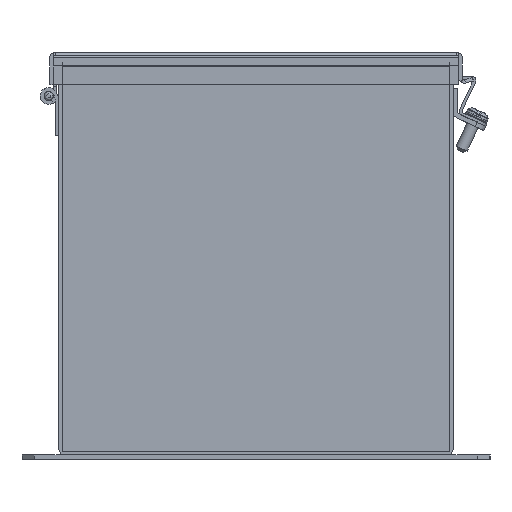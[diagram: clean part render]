
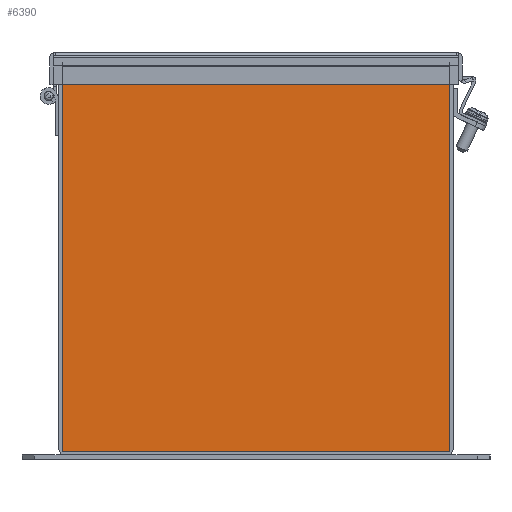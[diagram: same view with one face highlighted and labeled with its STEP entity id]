
A CAD part, left-side view. The second image highlights one B-rep face of the part: STEP entity #6390.
In plain terms, the highlighted planar face has unit normal (-1, 0, 0).
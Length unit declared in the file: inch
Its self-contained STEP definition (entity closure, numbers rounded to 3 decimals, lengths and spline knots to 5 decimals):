
#241 = CARTESIAN_POINT ( 'NONE',  ( -30., 3.928, 0.072 ) ) ;
#349 = FACE_OUTER_BOUND ( 'NONE', #5510, .T. ) ;
#364 = VERTEX_POINT ( 'NONE', #13728 ) ;
#447 = PLANE ( 'NONE',  #17547 ) ;
#607 = VECTOR ( 'NONE', #1012, 39.37008 ) ;
#1012 = DIRECTION ( 'NONE',  ( 0., 0., -1. ) ) ;
#1764 = VERTEX_POINT ( 'NONE', #3443 ) ;
#1785 = CARTESIAN_POINT ( 'NONE',  ( -30., 3.928, 0.072 ) ) ;
#3144 = CARTESIAN_POINT ( 'NONE',  ( -30., 3.928, 0.072 ) ) ;
#3176 = CARTESIAN_POINT ( 'NONE',  ( -30., 3.928, 7.892 ) ) ;
#3443 = CARTESIAN_POINT ( 'NONE',  ( -30., -3.928, 0.072 ) ) ;
#3542 = VECTOR ( 'NONE', #18898, 39.37008 ) ;
#3626 = DIRECTION ( 'NONE',  ( 0., 0., 1. ) ) ;
#4496 = LINE ( 'NONE', #3176, #7427 ) ;
#5510 = EDGE_LOOP ( 'NONE', ( #8396, #7803, #17100, #11580 ) ) ;
#6390 = ADVANCED_FACE ( 'NONE', ( #349 ), #447, .F. ) ;
#6660 = DIRECTION ( 'NONE',  ( 1., 0., 0. ) ) ;
#7427 = VECTOR ( 'NONE', #18373, 39.37008 ) ;
#7803 = ORIENTED_EDGE ( 'NONE', *, *, #12331, .F. ) ;
#8008 = CARTESIAN_POINT ( 'NONE',  ( -30., 3.928, 7.892 ) ) ;
#8396 = ORIENTED_EDGE ( 'NONE', *, *, #14874, .F. ) ;
#10393 = VECTOR ( 'NONE', #3626, 39.37008 ) ;
#10495 = VERTEX_POINT ( 'NONE', #8008 ) ;
#11580 = ORIENTED_EDGE ( 'NONE', *, *, #16475, .F. ) ;
#12331 = EDGE_CURVE ( 'NONE', #1764, #14433, #12675, .T. ) ;
#12675 = LINE ( 'NONE', #14303, #3542 ) ;
#12891 = DIRECTION ( 'NONE',  ( 0., 1., 0. ) ) ;
#12995 = EDGE_CURVE ( 'NONE', #364, #1764, #13360, .T. ) ;
#13360 = LINE ( 'NONE', #19672, #607 ) ;
#13728 = CARTESIAN_POINT ( 'NONE',  ( -30., -3.928, 7.892 ) ) ;
#14303 = CARTESIAN_POINT ( 'NONE',  ( -30., 3.928, 0.072 ) ) ;
#14433 = VERTEX_POINT ( 'NONE', #3144 ) ;
#14874 = EDGE_CURVE ( 'NONE', #14433, #10495, #16075, .T. ) ;
#16075 = LINE ( 'NONE', #241, #10393 ) ;
#16475 = EDGE_CURVE ( 'NONE', #10495, #364, #4496, .T. ) ;
#17100 = ORIENTED_EDGE ( 'NONE', *, *, #12995, .F. ) ;
#17547 = AXIS2_PLACEMENT_3D ( 'NONE', #1785, #6660, #12891 ) ;
#18373 = DIRECTION ( 'NONE',  ( 0., -1., 0. ) ) ;
#18898 = DIRECTION ( 'NONE',  ( 0., 1., 0. ) ) ;
#19672 = CARTESIAN_POINT ( 'NONE',  ( -30., -3.928, 0.072 ) ) ;
